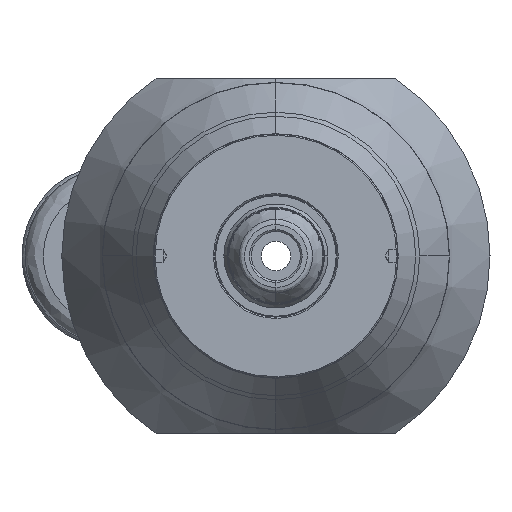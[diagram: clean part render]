
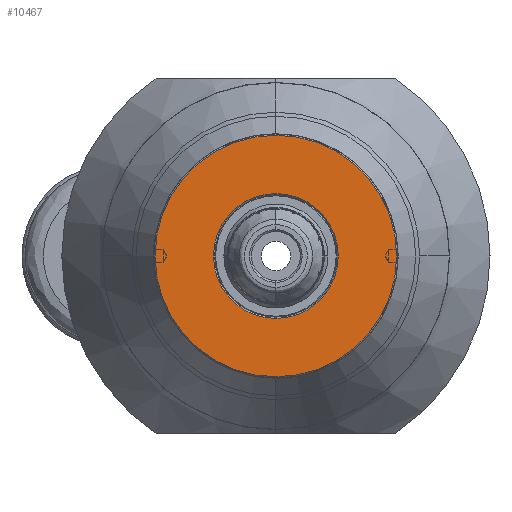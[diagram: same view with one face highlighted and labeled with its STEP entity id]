
A CAD part, left-side view. The second image highlights one B-rep face of the part: STEP entity #10467.
In plain terms, the highlighted planar face has unit normal (-1, 0, 0).
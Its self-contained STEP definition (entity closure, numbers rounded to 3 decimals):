
#347 = EDGE_LOOP ( 'NONE', ( #27632, #22866 ) ) ;
#852 = CIRCLE ( 'NONE', #21129, 19.75 ) ;
#1393 = ORIENTED_EDGE ( 'NONE', *, *, #5708, .F. ) ;
#1671 = DIRECTION ( 'NONE',  ( 0., 0., -1. ) ) ;
#2475 = DIRECTION ( 'NONE',  ( 0., -1., 0. ) ) ;
#4466 = CARTESIAN_POINT ( 'NONE',  ( 24.9, 0., 0. ) ) ;
#4621 = FACE_BOUND ( 'NONE', #347, .T. ) ;
#5708 = EDGE_CURVE ( 'NONE', #11922, #26422, #852, .T. ) ;
#9418 = CIRCLE ( 'NONE', #10020, 19.75 ) ;
#10020 = AXIS2_PLACEMENT_3D ( 'NONE', #26121, #11654, #21389 ) ;
#10467 = ADVANCED_FACE ( 'NONE', ( #16733, #4621 ), #13743, .F. ) ;
#11654 = DIRECTION ( 'NONE',  ( 1., 0., 0. ) ) ;
#11692 = DIRECTION ( 'NONE',  ( -1., 0., 0. ) ) ;
#11922 = VERTEX_POINT ( 'NONE', #13943 ) ;
#12547 = EDGE_CURVE ( 'NONE', #24661, #25737, #21908, .T. ) ;
#13684 = DIRECTION ( 'NONE',  ( 0., 1., 0. ) ) ;
#13743 = PLANE ( 'NONE',  #17984 ) ;
#13849 = EDGE_LOOP ( 'NONE', ( #21433, #1393 ) ) ;
#13943 = CARTESIAN_POINT ( 'NONE',  ( 24.9, -19.75, 0. ) ) ;
#14307 = DIRECTION ( 'NONE',  ( 0., -1., 0. ) ) ;
#14525 = DIRECTION ( 'NONE',  ( -1., 0., 0. ) ) ;
#14736 = CARTESIAN_POINT ( 'NONE',  ( 24.9, 0., 0. ) ) ;
#15245 = EDGE_CURVE ( 'NONE', #25737, #24661, #28319, .T. ) ;
#15768 = CARTESIAN_POINT ( 'NONE',  ( 24.9, 10.2, 0. ) ) ;
#15855 = EDGE_CURVE ( 'NONE', #26422, #11922, #9418, .T. ) ;
#16151 = DIRECTION ( 'NONE',  ( 1., 0., 0. ) ) ;
#16733 = FACE_OUTER_BOUND ( 'NONE', #13849, .T. ) ;
#17984 = AXIS2_PLACEMENT_3D ( 'NONE', #30690, #16151, #1671 ) ;
#19303 = AXIS2_PLACEMENT_3D ( 'NONE', #14736, #14525, #2475 ) ;
#20539 = AXIS2_PLACEMENT_3D ( 'NONE', #4466, #11692, #14307 ) ;
#20605 = CARTESIAN_POINT ( 'NONE',  ( 24.9, -10.2, 0. ) ) ;
#20999 = CARTESIAN_POINT ( 'NONE',  ( 24.9, 0., 0. ) ) ;
#21129 = AXIS2_PLACEMENT_3D ( 'NONE', #20999, #31286, #13684 ) ;
#21389 = DIRECTION ( 'NONE',  ( 0., 1., 0. ) ) ;
#21433 = ORIENTED_EDGE ( 'NONE', *, *, #15855, .F. ) ;
#21908 = CIRCLE ( 'NONE', #19303, 10.2 ) ;
#22671 = CARTESIAN_POINT ( 'NONE',  ( 24.9, 19.75, 0. ) ) ;
#22866 = ORIENTED_EDGE ( 'NONE', *, *, #12547, .F. ) ;
#24661 = VERTEX_POINT ( 'NONE', #15768 ) ;
#25737 = VERTEX_POINT ( 'NONE', #20605 ) ;
#26121 = CARTESIAN_POINT ( 'NONE',  ( 24.9, 0., 0. ) ) ;
#26422 = VERTEX_POINT ( 'NONE', #22671 ) ;
#27632 = ORIENTED_EDGE ( 'NONE', *, *, #15245, .F. ) ;
#28319 = CIRCLE ( 'NONE', #20539, 10.2 ) ;
#30690 = CARTESIAN_POINT ( 'NONE',  ( 24.9, -19.95, 0. ) ) ;
#31286 = DIRECTION ( 'NONE',  ( 1., 0., 0. ) ) ;
